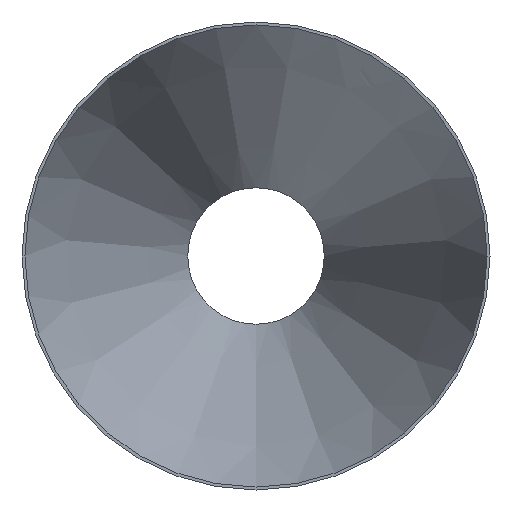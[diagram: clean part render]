
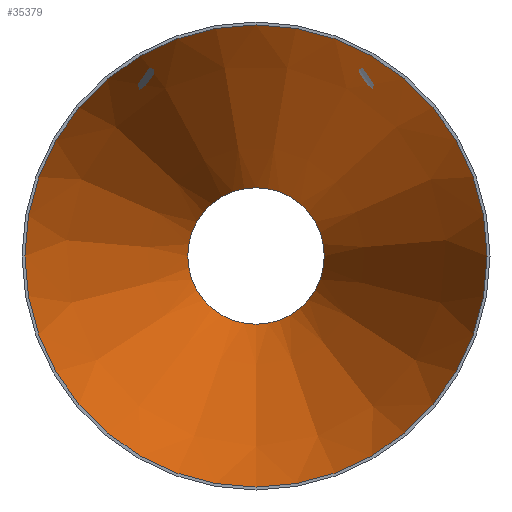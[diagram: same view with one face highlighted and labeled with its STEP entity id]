
A CAD part, front view. The second image highlights one B-rep face of the part: STEP entity #35379.
In plain terms, the highlighted conical face has half-angle 19.109 degrees and reference radius 249.825 mm.
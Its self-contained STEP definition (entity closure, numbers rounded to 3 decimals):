
#992 = FACE_OUTER_BOUND ( 'NONE', #30848, .T. ) ;
#3227 = CARTESIAN_POINT ( 'NONE',  ( 0., 508., -73.825 ) ) ;
#4663 = FACE_BOUND ( 'NONE', #37217, .T. ) ;
#7920 = CARTESIAN_POINT ( 'NONE',  ( 0., 0., 0. ) ) ;
#10423 = CARTESIAN_POINT ( 'NONE',  ( 0., 508., 0. ) ) ;
#11756 = CIRCLE ( 'NONE', #34421, 73.825 ) ;
#16941 = DIRECTION ( 'NONE',  ( 0., 0., -1. ) ) ;
#19201 = EDGE_CURVE ( 'NONE', #31221, #31221, #11756, .T. ) ;
#19301 = CONICAL_SURFACE ( 'NONE', #32861, 249.825, 0.334 ) ;
#20613 = ORIENTED_EDGE ( 'NONE', *, *, #29182, .T. ) ;
#28192 = VERTEX_POINT ( 'NONE', #34264 ) ;
#29055 = CARTESIAN_POINT ( 'NONE',  ( 0., 0., 0. ) ) ;
#29182 = EDGE_CURVE ( 'NONE', #28192, #28192, #29624, .T. ) ;
#29624 = CIRCLE ( 'NONE', #32863, 249.825 ) ;
#29656 = DIRECTION ( 'NONE',  ( 0., 0., -1. ) ) ;
#30848 = EDGE_LOOP ( 'NONE', ( #20613 ) ) ;
#31221 = VERTEX_POINT ( 'NONE', #3227 ) ;
#32861 = AXIS2_PLACEMENT_3D ( 'NONE', #7920, #33040, #33233 ) ;
#32863 = AXIS2_PLACEMENT_3D ( 'NONE', #29055, #32893, #29656 ) ;
#32893 = DIRECTION ( 'NONE',  ( 0., -1., 0. ) ) ;
#33040 = DIRECTION ( 'NONE',  ( 0., -1., 0. ) ) ;
#33233 = DIRECTION ( 'NONE',  ( 0., 0., -1. ) ) ;
#34264 = CARTESIAN_POINT ( 'NONE',  ( 0., 0., -249.825 ) ) ;
#34421 = AXIS2_PLACEMENT_3D ( 'NONE', #10423, #34949, #16941 ) ;
#34625 = ORIENTED_EDGE ( 'NONE', *, *, #19201, .F. ) ;
#34949 = DIRECTION ( 'NONE',  ( 0., -1., 0. ) ) ;
#35379 = ADVANCED_FACE ( 'NONE', ( #4663, #992 ), #19301, .F. ) ;
#37217 = EDGE_LOOP ( 'NONE', ( #34625 ) ) ;
